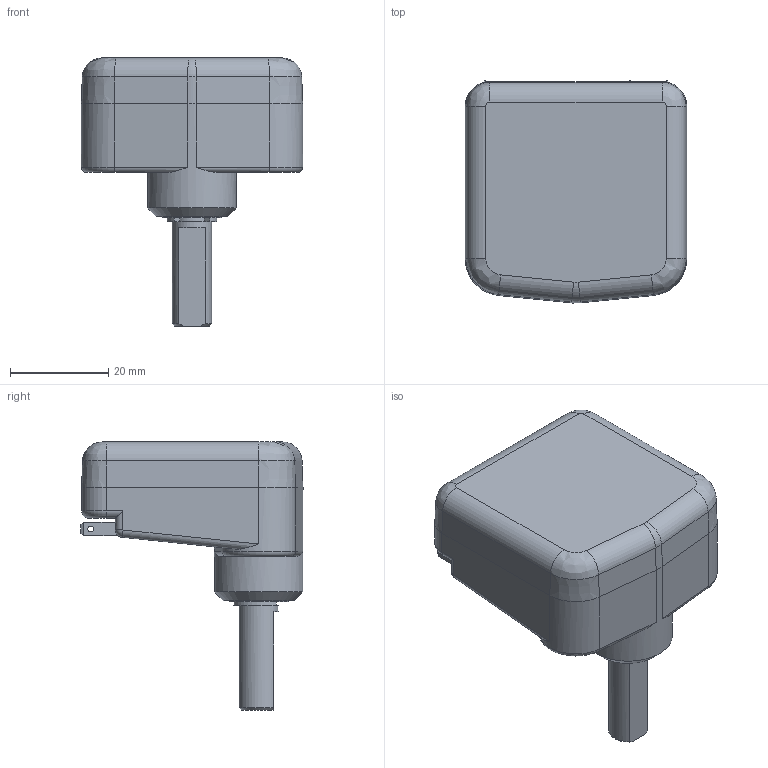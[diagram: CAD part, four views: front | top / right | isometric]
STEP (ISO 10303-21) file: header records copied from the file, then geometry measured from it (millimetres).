
FILE_DESCRIPTION(/* description */ (''),/* implementation_level */ '2;1');
FILE_NAME(/* name */ '45-020.stp',/* time_stamp */ '2022-10-10T11:02:35+02:00',/* author */ ('mk'),/* organization */ (''),/* preprocessor_version */ 'ST-DEVELOPER v18.1',/* originating_system */ 'Autodesk Inventor 2021',/* authorisation */ '');
FILE_SCHEMA (('AUTOMOTIVE_DESIGN { 1 0 10303 214 3 1 1 }'));
Length unit declared in the file: millimetre
Products named in the file (1): 45-005_Shrinkwrap_1
Bounding box: 45 x 45.12 x 54.5 mm (x, y, z)
Volume: 42381.4 mm3; surface area: 8441.8 mm2
Topology: 1 solids, 1 shells, 134 faces, 320 edges, 193 vertices
Faces by surface type: plane 71, cylinder 41, cone 9, torus 7, bspline 4, sphere 2
Full cylindrical faces by diameter (mm): 1.2 x3, 3.4 x2, 4 x2, 7 x1, 8 x2, 12 x1, 18 x1
Entity records: 4107 total; most frequent: CARTESIAN_POINT 724, DIRECTION 696, ORIENTED_EDGE 640, EDGE_CURVE 320, AXIS2_PLACEMENT_3D 253, VERTEX_POINT 193, LINE 190, VECTOR 190
